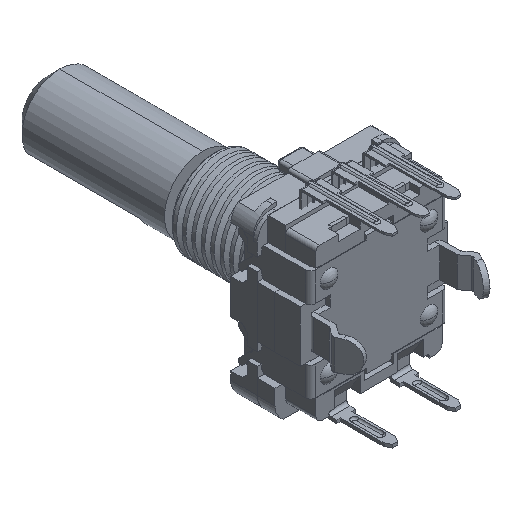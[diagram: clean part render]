
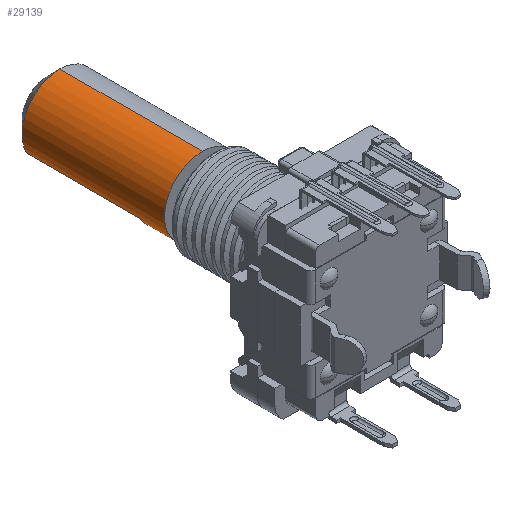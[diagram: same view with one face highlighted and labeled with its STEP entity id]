
A CAD part, isometric view. The second image highlights one B-rep face of the part: STEP entity #29139.
In plain terms, the highlighted cylindrical face has radius 3 mm (diameter 6 mm), a partial arc.
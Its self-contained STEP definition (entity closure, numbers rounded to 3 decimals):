
#28700=DIRECTION('',(0.,-1.,0.));
#28701=VECTOR('',#28700,11.3);
#28702=CARTESIAN_POINT('',(3.,-1.,
0.));
#28703=LINE('',#28702,#28701);
#28713=CARTESIAN_POINT('',(0.,-10.,0.));
#28714=DIRECTION('',(0.,1.,0.));
#28715=DIRECTION('',(-1.,0.,0.));
#28716=AXIS2_PLACEMENT_3D('',#28713,#28714,#28715);
#28718=DIRECTION('',(0.,1.,0.));
#28719=VECTOR('',#28718,9.);
#28720=CARTESIAN_POINT('',(-1.5,-10.,2.598));
#28721=LINE('',#28720,#28719);
#28722=CARTESIAN_POINT('',(0.,-1.,0.));
#28723=DIRECTION('',(0.,1.,0.));
#28724=DIRECTION('',(-0.5,0.,0.866));
#28725=AXIS2_PLACEMENT_3D('',#28722,#28723,#28724);
#28727=DIRECTION('',(0.,-1.,0.));
#28728=VECTOR('',#28727,2.3);
#28729=CARTESIAN_POINT('',(-3.,-10.,0.));
#28730=LINE('',#28729,#28728);
#28736=CARTESIAN_POINT('',(0.,-12.3,0.));
#28737=DIRECTION('',(0.,1.,0.));
#28738=DIRECTION('',(-1.,0.,0.));
#28739=AXIS2_PLACEMENT_3D('',#28736,#28737,#28738);
#28983=CARTESIAN_POINT('',(3.,-12.3,0.));
#28984=CARTESIAN_POINT('',(-3.,-12.3,0.));
#28985=VERTEX_POINT('',#28983);
#28986=VERTEX_POINT('',#28984);
#28987=CARTESIAN_POINT('',(3.,-1.,
0.));
#28988=VERTEX_POINT('',#28987);
#28994=CARTESIAN_POINT('',(-3.,-10.,0.));
#28996=VERTEX_POINT('',#28994);
#28999=CARTESIAN_POINT('',(-1.5,-10.,2.598));
#29000=VERTEX_POINT('',#28999);
#29001=CARTESIAN_POINT('',(-1.5,-1.,2.598));
#29002=VERTEX_POINT('',#29001);
#29125=CARTESIAN_POINT('',(0.,0.,0.));
#29126=DIRECTION('',(0.,1.,0.));
#29127=DIRECTION('',(1.,0.,0.));
#29128=AXIS2_PLACEMENT_3D('',#29125,#29126,#29127);
#29129=CYLINDRICAL_SURFACE('',#29128,3.);
#29130=ORIENTED_EDGE('',*,*,#29120,.T.);
#29131=ORIENTED_EDGE('',*,*,#29069,.T.);
#29132=ORIENTED_EDGE('',*,*,#29087,.T.);
#29133=ORIENTED_EDGE('',*,*,#29106,.T.);
#29135=ORIENTED_EDGE('',*,*,#29134,.F.);
#29136=ORIENTED_EDGE('',*,*,#29102,.F.);
#29137=EDGE_LOOP('',(#29130,#29131,#29132,#29133,#29135,#29136));
#29138=FACE_OUTER_BOUND('',#29137,.F.);
#29139=ADVANCED_FACE('',(#29138),#29129,.T.);
#28717=CIRCLE('',#28716,3.);
#28726=CIRCLE('',#28725,3.);
#28740=CIRCLE('',#28739,3.);
#29069=EDGE_CURVE('',#29000,#29002,#28721,.T.);
#29087=EDGE_CURVE('',#29002,#28988,#28726,.T.);
#29102=EDGE_CURVE('',#28996,#28986,#28730,.T.);
#29106=EDGE_CURVE('',#28988,#28985,#28703,.T.);
#29120=EDGE_CURVE('',#28996,#29000,#28717,.T.);
#29134=EDGE_CURVE('',#28986,#28985,#28740,.T.);
